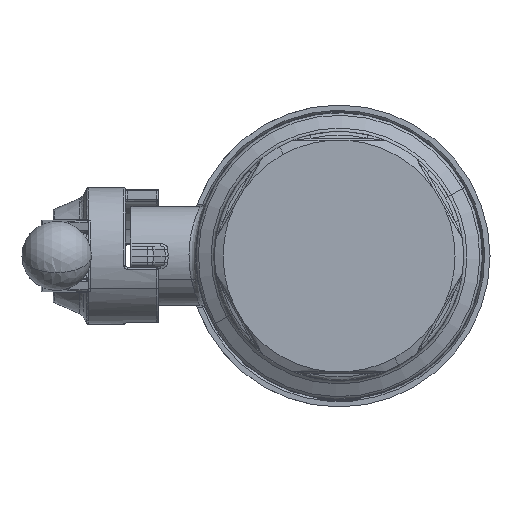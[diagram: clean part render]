
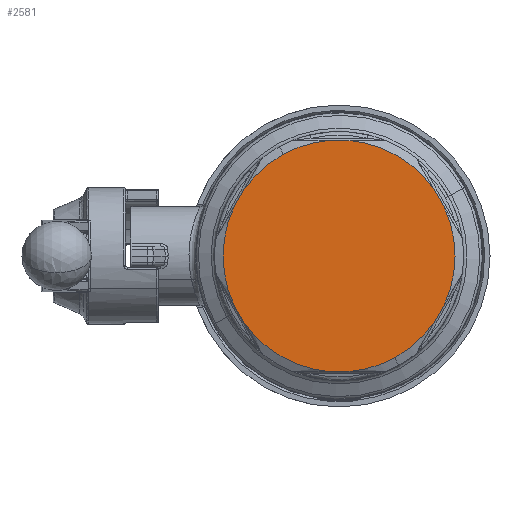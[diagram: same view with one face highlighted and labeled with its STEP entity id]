
A CAD part, left-side view. The second image highlights one B-rep face of the part: STEP entity #2581.
In plain terms, the highlighted planar face has unit normal (-1, 0, 0).
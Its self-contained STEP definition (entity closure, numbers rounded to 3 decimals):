
#1422=CARTESIAN_POINT('Vertex',(-55.7,2.913,33.875)) ;
#1425=CARTESIAN_POINT('Line Origine',(-55.7,0.,33.875)) ;
#1429=CARTESIAN_POINT('Vertex',(-55.7,-2.913,33.875)) ;
#1490=CARTESIAN_POINT('Vertex',(-55.7,30.793,14.415)) ;
#1493=CARTESIAN_POINT('Line Origine',(-55.7,29.337,16.938)) ;
#1497=CARTESIAN_POINT('Vertex',(-55.7,27.88,19.46)) ;
#2309=CARTESIAN_POINT('Vertex',(-55.7,27.88,-19.46)) ;
#2312=CARTESIAN_POINT('Line Origine',(-55.7,29.337,-16.938)) ;
#2316=CARTESIAN_POINT('Vertex',(-55.7,30.793,-14.415)) ;
#2368=CARTESIAN_POINT('Vertex',(-55.7,-2.913,-33.875)) ;
#2371=CARTESIAN_POINT('Line Origine',(-55.7,0.,-33.875)) ;
#2375=CARTESIAN_POINT('Vertex',(-55.7,2.913,-33.875)) ;
#2427=CARTESIAN_POINT('Vertex',(-55.7,-30.793,-14.415)) ;
#2430=CARTESIAN_POINT('Line Origine',(-55.7,-29.337,-16.938)) ;
#2434=CARTESIAN_POINT('Vertex',(-55.7,-27.88,-19.46)) ;
#2486=CARTESIAN_POINT('Vertex',(-55.7,-27.88,19.46)) ;
#2489=CARTESIAN_POINT('Line Origine',(-55.7,-29.337,16.938)) ;
#2493=CARTESIAN_POINT('Vertex',(-55.7,-30.793,14.415)) ;
#2516=CARTESIAN_POINT('Axis2P3D Location',(-55.7,0.,-30.6)) ;
#2521=CARTESIAN_POINT('Axis2P3D Location',(-55.7,0.,0.)) ;
#2526=CARTESIAN_POINT('Axis2P3D Location',(-55.7,0.,0.)) ;
#2531=CARTESIAN_POINT('Axis2P3D Location',(-55.7,0.,0.)) ;
#2535=CARTESIAN_POINT('Vertex',(-55.7,-16.3,-29.838)) ;
#2538=CARTESIAN_POINT('Axis2P3D Location',(-55.7,0.,0.)) ;
#2543=CARTESIAN_POINT('Axis2P3D Location',(-55.7,0.,0.)) ;
#2548=CARTESIAN_POINT('Axis2P3D Location',(-55.7,0.,0.)) ;
#2553=CARTESIAN_POINT('Axis2P3D Location',(-55.7,0.,0.)) ;
#2557=CARTESIAN_POINT('Vertex',(-55.7,16.3,29.838)) ;
#2560=CARTESIAN_POINT('Axis2P3D Location',(-55.7,0.,0.)) ;
#1427=VECTOR('Line Direction',#1426,1.) ;
#1495=VECTOR('Line Direction',#1494,1.) ;
#2314=VECTOR('Line Direction',#2313,1.) ;
#2373=VECTOR('Line Direction',#2372,1.) ;
#2432=VECTOR('Line Direction',#2431,1.) ;
#2491=VECTOR('Line Direction',#2490,1.) ;
#1426=DIRECTION('Vector Direction',(0.,1.,0.)) ;
#1494=DIRECTION('Vector Direction',(0.,-0.5,0.866)) ;
#2313=DIRECTION('Vector Direction',(0.,-0.5,-0.866)) ;
#2372=DIRECTION('Vector Direction',(0.,-1.,0.)) ;
#2431=DIRECTION('Vector Direction',(0.,0.5,-0.866)) ;
#2490=DIRECTION('Vector Direction',(0.,0.5,0.866)) ;
#2517=DIRECTION('Axis2P3D Direction',(-1.,0.,0.)) ;
#2518=DIRECTION('Axis2P3D XDirection',(0.,1.,0.)) ;
#2522=DIRECTION('Axis2P3D Direction',(-1.,0.,0.)) ;
#2527=DIRECTION('Axis2P3D Direction',(-1.,0.,0.)) ;
#2532=DIRECTION('Axis2P3D Direction',(-1.,0.,0.)) ;
#2539=DIRECTION('Axis2P3D Direction',(-1.,0.,0.)) ;
#2544=DIRECTION('Axis2P3D Direction',(-1.,0.,0.)) ;
#2549=DIRECTION('Axis2P3D Direction',(-1.,0.,0.)) ;
#2554=DIRECTION('Axis2P3D Direction',(-1.,0.,0.)) ;
#2561=DIRECTION('Axis2P3D Direction',(-1.,0.,0.)) ;
#2519=AXIS2_PLACEMENT_3D('Plane Axis2P3D',#2516,#2517,#2518) ;
#2523=AXIS2_PLACEMENT_3D('Circle Axis2P3D',#2521,#2522,$) ;
#2528=AXIS2_PLACEMENT_3D('Circle Axis2P3D',#2526,#2527,$) ;
#2533=AXIS2_PLACEMENT_3D('Circle Axis2P3D',#2531,#2532,$) ;
#2540=AXIS2_PLACEMENT_3D('Circle Axis2P3D',#2538,#2539,$) ;
#2545=AXIS2_PLACEMENT_3D('Circle Axis2P3D',#2543,#2544,$) ;
#2550=AXIS2_PLACEMENT_3D('Circle Axis2P3D',#2548,#2549,$) ;
#2555=AXIS2_PLACEMENT_3D('Circle Axis2P3D',#2553,#2554,$) ;
#2562=AXIS2_PLACEMENT_3D('Circle Axis2P3D',#2560,#2561,$) ;
#1428=LINE('Line',#1425,#1427) ;
#1496=LINE('Line',#1493,#1495) ;
#2315=LINE('Line',#2312,#2314) ;
#2374=LINE('Line',#2371,#2373) ;
#2433=LINE('Line',#2430,#2432) ;
#2492=LINE('Line',#2489,#2491) ;
#2524=CIRCLE('generated circle',#2523,34.) ;
#2529=CIRCLE('generated circle',#2528,34.) ;
#2534=CIRCLE('generated circle',#2533,34.) ;
#2541=CIRCLE('generated circle',#2540,34.) ;
#2546=CIRCLE('generated circle',#2545,34.) ;
#2551=CIRCLE('generated circle',#2550,34.) ;
#2556=CIRCLE('generated circle',#2555,34.) ;
#2563=CIRCLE('generated circle',#2562,34.) ;
#2520=PLANE('',#2519) ;
#1431=EDGE_CURVE('',#1430,#1423,#1428,.T.) ;
#1499=EDGE_CURVE('',#1491,#1498,#1496,.T.) ;
#2318=EDGE_CURVE('',#2317,#2310,#2315,.T.) ;
#2377=EDGE_CURVE('',#2376,#2369,#2374,.T.) ;
#2436=EDGE_CURVE('',#2428,#2435,#2433,.T.) ;
#2495=EDGE_CURVE('',#2494,#2487,#2492,.T.) ;
#2525=EDGE_CURVE('',#1491,#2317,#2524,.T.) ;
#2530=EDGE_CURVE('',#2310,#2376,#2529,.T.) ;
#2537=EDGE_CURVE('',#2369,#2536,#2534,.T.) ;
#2542=EDGE_CURVE('',#2536,#2435,#2541,.T.) ;
#2547=EDGE_CURVE('',#2428,#2494,#2546,.T.) ;
#2552=EDGE_CURVE('',#2487,#1430,#2551,.T.) ;
#2559=EDGE_CURVE('',#1423,#2558,#2556,.T.) ;
#2564=EDGE_CURVE('',#2558,#1498,#2563,.T.) ;
#2566=ORIENTED_EDGE('',*,*,#1499,.F.) ;
#2567=ORIENTED_EDGE('',*,*,#2525,.T.) ;
#2568=ORIENTED_EDGE('',*,*,#2318,.T.) ;
#2569=ORIENTED_EDGE('',*,*,#2530,.T.) ;
#2570=ORIENTED_EDGE('',*,*,#2377,.T.) ;
#2571=ORIENTED_EDGE('',*,*,#2537,.T.) ;
#2572=ORIENTED_EDGE('',*,*,#2542,.T.) ;
#2573=ORIENTED_EDGE('',*,*,#2436,.F.) ;
#2574=ORIENTED_EDGE('',*,*,#2547,.T.) ;
#2575=ORIENTED_EDGE('',*,*,#2495,.T.) ;
#2576=ORIENTED_EDGE('',*,*,#2552,.T.) ;
#2577=ORIENTED_EDGE('',*,*,#1431,.T.) ;
#2578=ORIENTED_EDGE('',*,*,#2559,.T.) ;
#2579=ORIENTED_EDGE('',*,*,#2564,.T.) ;
#2565=EDGE_LOOP('',(#2566,#2567,#2568,#2569,#2570,#2571,#2572,#2573,#2574,#2575,#2576,#2577,#2578,#2579)) ;
#1423=VERTEX_POINT('',#1422) ;
#1430=VERTEX_POINT('',#1429) ;
#1491=VERTEX_POINT('',#1490) ;
#1498=VERTEX_POINT('',#1497) ;
#2310=VERTEX_POINT('',#2309) ;
#2317=VERTEX_POINT('',#2316) ;
#2369=VERTEX_POINT('',#2368) ;
#2376=VERTEX_POINT('',#2375) ;
#2428=VERTEX_POINT('',#2427) ;
#2435=VERTEX_POINT('',#2434) ;
#2487=VERTEX_POINT('',#2486) ;
#2494=VERTEX_POINT('',#2493) ;
#2536=VERTEX_POINT('',#2535) ;
#2558=VERTEX_POINT('',#2557) ;
#2581=ADVANCED_FACE('PartBody',(#2580),#2520,.T.) ;
#2580=FACE_OUTER_BOUND('',#2565,.T.) ;
